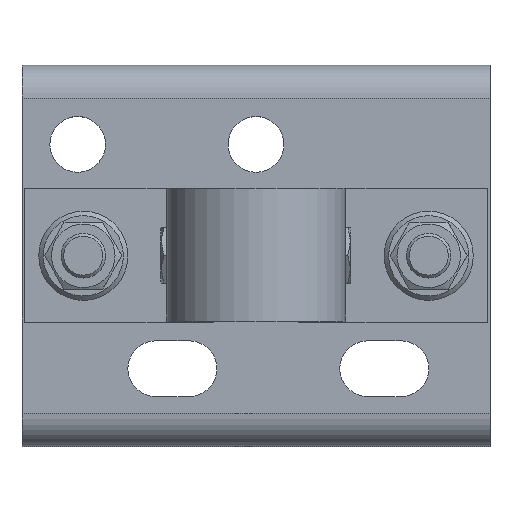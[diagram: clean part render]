
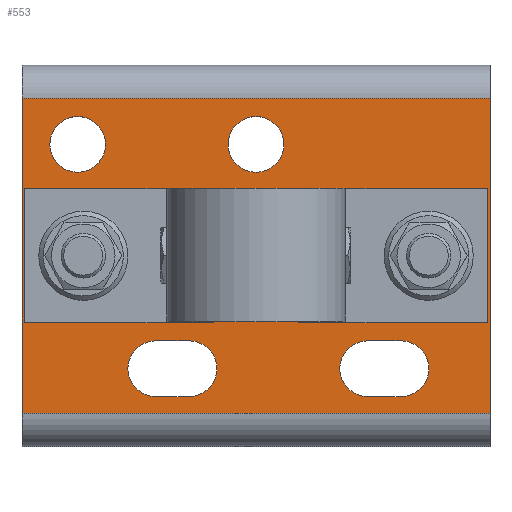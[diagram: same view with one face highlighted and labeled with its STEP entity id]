
A CAD part, top view. The second image highlights one B-rep face of the part: STEP entity #553.
In plain terms, the highlighted planar face has unit normal (0, 0, 1).
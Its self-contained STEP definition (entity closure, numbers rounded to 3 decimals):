
#553=ADVANCED_FACE('',(#1833,#1835,#1837,#1839,#1841,#1843,#1845),#1847,.F.);
#1833=FACE_BOUND('',#1834,.T.);
#1834=EDGE_LOOP('',(#3138,#3139,#3140,#3141));
#1835=FACE_BOUND('',#1836,.T.);
#1836=EDGE_LOOP('',(#3142,#3143,#3144,#3145));
#1837=FACE_BOUND('',#1838,.T.);
#1838=EDGE_LOOP('',(#3146,#3147,#3148,#3149));
#1839=FACE_BOUND('',#1840,.T.);
#1840=EDGE_LOOP('',(#3150));
#1841=FACE_BOUND('',#1842,.T.);
#1842=EDGE_LOOP('',(#3151));
#1843=FACE_BOUND('',#1844,.T.);
#1844=EDGE_LOOP('',(#3152,#3153,#3154,#3155));
#1845=FACE_BOUND('',#1846,.T.);
#1846=EDGE_LOOP('',(#3156,#3157,#3158,#3159));
#1847=PLANE('',#1848);
#1848=AXIS2_PLACEMENT_3D('',#1849,#1850,#1851);
#1849=CARTESIAN_POINT('',(-2.,1.,0.));
#1850=DIRECTION('',(0.,0.,-1.));
#1851=DIRECTION('',(0.,-1.,0.));
#3138=ORIENTED_EDGE('',*,*,#3697,.F.);
#3139=ORIENTED_EDGE('',*,*,#3698,.F.);
#3140=ORIENTED_EDGE('',*,*,#3699,.F.);
#3141=ORIENTED_EDGE('',*,*,#3700,.F.);
#3142=ORIENTED_EDGE('',*,*,#3632,.T.);
#3143=ORIENTED_EDGE('',*,*,#3701,.T.);
#3144=ORIENTED_EDGE('',*,*,#3656,.T.);
#3145=ORIENTED_EDGE('',*,*,#3678,.T.);
#3146=ORIENTED_EDGE('',*,*,#3644,.T.);
#3147=ORIENTED_EDGE('',*,*,#3677,.T.);
#3148=ORIENTED_EDGE('',*,*,#3666,.T.);
#3149=ORIENTED_EDGE('',*,*,#3702,.T.);
#3150=ORIENTED_EDGE('',*,*,#3703,.T.);
#3151=ORIENTED_EDGE('',*,*,#3704,.T.);
#3152=ORIENTED_EDGE('',*,*,#3705,.T.);
#3153=ORIENTED_EDGE('',*,*,#3706,.T.);
#3154=ORIENTED_EDGE('',*,*,#3707,.T.);
#3155=ORIENTED_EDGE('',*,*,#3708,.T.);
#3156=ORIENTED_EDGE('',*,*,#3709,.T.);
#3157=ORIENTED_EDGE('',*,*,#3710,.T.);
#3158=ORIENTED_EDGE('',*,*,#3711,.T.);
#3159=ORIENTED_EDGE('',*,*,#3712,.T.);
#3632=EDGE_CURVE('',#4027,#4028,#4029,.T.);
#3644=EDGE_CURVE('',#4050,#4048,#4051,.T.);
#3656=EDGE_CURVE('',#4072,#4073,#4074,.F.);
#3666=EDGE_CURVE('',#4093,#4091,#4094,.F.);
#3677=EDGE_CURVE('',#4048,#4093,#4112,.F.);
#3678=EDGE_CURVE('',#4073,#4027,#4113,.F.);
#3697=EDGE_CURVE('',#4149,#4150,#4151,.T.);
#3698=EDGE_CURVE('',#4152,#4149,#4153,.T.);
#3699=EDGE_CURVE('',#4154,#4152,#4155,.T.);
#3700=EDGE_CURVE('',#4150,#4154,#4156,.T.);
#3701=EDGE_CURVE('',#4028,#4072,#4157,.T.);
#3702=EDGE_CURVE('',#4091,#4050,#4158,.F.);
#3703=EDGE_CURVE('',#4159,#4159,#4160,.T.);
#3704=EDGE_CURVE('',#4161,#4161,#4162,.T.);
#3705=EDGE_CURVE('',#4163,#4164,#4165,.T.);
#3706=EDGE_CURVE('',#4164,#4166,#4167,.T.);
#3707=EDGE_CURVE('',#4166,#4168,#4169,.T.);
#3708=EDGE_CURVE('',#4168,#4163,#4170,.T.);
#3709=EDGE_CURVE('',#4171,#4172,#4173,.T.);
#3710=EDGE_CURVE('',#4172,#4174,#4175,.T.);
#3711=EDGE_CURVE('',#4174,#4176,#4177,.T.);
#3712=EDGE_CURVE('',#4176,#4171,#4178,.T.);
#4027=VERTEX_POINT('',#5853);
#4028=VERTEX_POINT('',#5854);
#4029=LINE('',#5855,#5856);
#4048=VERTEX_POINT('',#5901);
#4050=VERTEX_POINT('',#5905);
#4051=LINE('',#5906,#5907);
#4072=VERTEX_POINT('',#5957);
#4073=VERTEX_POINT('',#5958);
#4074=LINE('',#5959,#5960);
#4091=VERTEX_POINT('',#5998);
#4093=VERTEX_POINT('',#6003);
#4094=LINE('',#6004,#6005);
#4112=LINE('',#6048,#6049);
#4113=LINE('',#6051,#6052);
#4149=VERTEX_POINT('',#6134);
#4150=VERTEX_POINT('',#6135);
#4151=LINE('',#6136,#6137);
#4152=VERTEX_POINT('',#6139);
#4153=LINE('',#6140,#6141);
#4154=VERTEX_POINT('',#6143);
#4155=LINE('',#6144,#6145);
#4156=LINE('',#6147,#6148);
#4157=LINE('',#6150,#6151);
#4158=LINE('',#6153,#6154);
#4159=VERTEX_POINT('',#6156);
#4160=CIRCLE('',#6157,5.);
#4161=VERTEX_POINT('',#6161);
#4162=CIRCLE('',#6162,5.);
#4163=VERTEX_POINT('',#6166);
#4164=VERTEX_POINT('',#6167);
#4165=LINE('',#6168,#6169);
#4166=VERTEX_POINT('',#6171);
#4167=CIRCLE('',#6172,5.);
#4168=VERTEX_POINT('',#6176);
#4169=LINE('',#6177,#6178);
#4170=CIRCLE('',#6180,5.);
#4171=VERTEX_POINT('',#6184);
#4172=VERTEX_POINT('',#6185);
#4173=CIRCLE('',#6186,5.);
#4174=VERTEX_POINT('',#6190);
#4175=LINE('',#6191,#6192);
#4176=VERTEX_POINT('',#6194);
#4177=CIRCLE('',#6195,5.);
#4178=LINE('',#6199,#6200);
#5853=CARTESIAN_POINT('',(-43.5,13.,0.));
#5854=CARTESIAN_POINT('',(-17.069,13.,0.));
#5855=CARTESIAN_POINT('',(-43.5,13.,0.));
#5856=VECTOR('',#5857,1.);
#5857=DIRECTION('',(1.,0.,0.));
#5901=CARTESIAN_POINT('',(39.5,13.,0.));
#5905=CARTESIAN_POINT('',(13.069,13.,0.));
#5906=CARTESIAN_POINT('',(13.069,13.,0.));
#5907=VECTOR('',#5908,1.);
#5908=DIRECTION('',(1.,0.,0.));
#5957=CARTESIAN_POINT('',(-17.069,-11.,0.));
#5958=CARTESIAN_POINT('',(-43.5,-11.,0.));
#5959=CARTESIAN_POINT('',(-43.5,-11.,0.));
#5960=VECTOR('',#5961,1.);
#5961=DIRECTION('',(1.,0.,0.));
#5998=CARTESIAN_POINT('',(13.069,-11.,0.));
#6003=CARTESIAN_POINT('',(39.5,-11.,0.));
#6004=CARTESIAN_POINT('',(13.069,-11.,0.));
#6005=VECTOR('',#6006,1.);
#6006=DIRECTION('',(1.,0.,0.));
#6048=CARTESIAN_POINT('',(39.5,-11.,0.));
#6049=VECTOR('',#6050,1.);
#6050=DIRECTION('',(0.,1.,0.));
#6051=CARTESIAN_POINT('',(-43.5,13.,0.));
#6052=VECTOR('',#6053,1.);
#6053=DIRECTION('',(0.,-1.,0.));
#6134=CARTESIAN_POINT('',(40.,-27.25,0.));
#6135=CARTESIAN_POINT('',(-44.,-27.25,0.));
#6136=CARTESIAN_POINT('',(40.,-27.25,0.));
#6137=VECTOR('',#6138,1.);
#6138=DIRECTION('',(-1.,0.,0.));
#6139=CARTESIAN_POINT('',(40.,29.25,0.));
#6140=CARTESIAN_POINT('',(40.,29.25,0.));
#6141=VECTOR('',#6142,1.);
#6142=DIRECTION('',(0.,-1.,0.));
#6143=CARTESIAN_POINT('',(-44.,29.25,0.));
#6144=CARTESIAN_POINT('',(-44.,29.25,0.));
#6145=VECTOR('',#6146,1.);
#6146=DIRECTION('',(1.,0.,0.));
#6147=CARTESIAN_POINT('',(-44.,-27.25,0.));
#6148=VECTOR('',#6149,1.);
#6149=DIRECTION('',(0.,1.,0.));
#6150=CARTESIAN_POINT('',(-17.069,13.,0.));
#6151=VECTOR('',#6152,1.);
#6152=DIRECTION('',(0.,-1.,0.));
#6153=CARTESIAN_POINT('',(13.069,13.,0.));
#6154=VECTOR('',#6155,1.);
#6155=DIRECTION('',(0.,-1.,0.));
#6156=CARTESIAN_POINT('',(-2.,26.,0.));
#6157=AXIS2_PLACEMENT_3D('',#6158,#6159,#6160);
#6158=CARTESIAN_POINT('',(-2.,21.,0.));
#6159=DIRECTION('',(0.,0.,-1.));
#6160=DIRECTION('',(0.,1.,0.));
#6161=CARTESIAN_POINT('',(-34.,26.,0.));
#6162=AXIS2_PLACEMENT_3D('',#6163,#6164,#6165);
#6163=CARTESIAN_POINT('',(-34.,21.,0.));
#6164=DIRECTION('',(0.,0.,-1.));
#6165=DIRECTION('',(0.,1.,0.));
#6166=CARTESIAN_POINT('',(-20.,-14.25,0.));
#6167=CARTESIAN_POINT('',(-14.,-14.25,0.));
#6168=CARTESIAN_POINT('',(-20.,-14.25,0.));
#6169=VECTOR('',#6170,1.);
#6170=DIRECTION('',(1.,0.,0.));
#6171=CARTESIAN_POINT('',(-14.,-24.25,0.));
#6172=AXIS2_PLACEMENT_3D('',#6173,#6174,#6175);
#6173=CARTESIAN_POINT('',(-14.,-19.25,0.));
#6174=DIRECTION('',(0.,0.,-1.));
#6175=DIRECTION('',(0.,1.,0.));
#6176=CARTESIAN_POINT('',(-20.,-24.25,0.));
#6177=CARTESIAN_POINT('',(-14.,-24.25,0.));
#6178=VECTOR('',#6179,1.);
#6179=DIRECTION('',(-1.,0.,0.));
#6180=AXIS2_PLACEMENT_3D('',#6181,#6182,#6183);
#6181=CARTESIAN_POINT('',(-20.,-19.25,0.));
#6182=DIRECTION('',(0.,0.,-1.));
#6183=DIRECTION('',(0.,-1.,0.));
#6184=CARTESIAN_POINT('',(18.039,-24.25,0.));
#6185=CARTESIAN_POINT('',(18.039,-14.25,0.));
#6186=AXIS2_PLACEMENT_3D('',#6187,#6188,#6189);
#6187=CARTESIAN_POINT('',(18.039,-19.25,0.));
#6188=DIRECTION('',(0.,0.,-1.));
#6189=DIRECTION('',(0.,-1.,0.));
#6190=CARTESIAN_POINT('',(24.039,-14.25,0.));
#6191=CARTESIAN_POINT('',(18.039,-14.25,0.));
#6192=VECTOR('',#6193,1.);
#6193=DIRECTION('',(1.,0.,0.));
#6194=CARTESIAN_POINT('',(24.039,-24.25,0.));
#6195=AXIS2_PLACEMENT_3D('',#6196,#6197,#6198);
#6196=CARTESIAN_POINT('',(24.039,-19.25,0.));
#6197=DIRECTION('',(0.,0.,-1.));
#6198=DIRECTION('',(0.,1.,0.));
#6199=CARTESIAN_POINT('',(24.039,-24.25,0.));
#6200=VECTOR('',#6201,1.);
#6201=DIRECTION('',(-1.,0.,0.));
